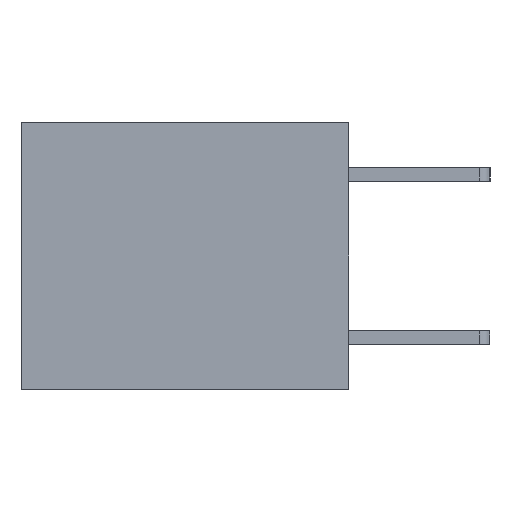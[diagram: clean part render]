
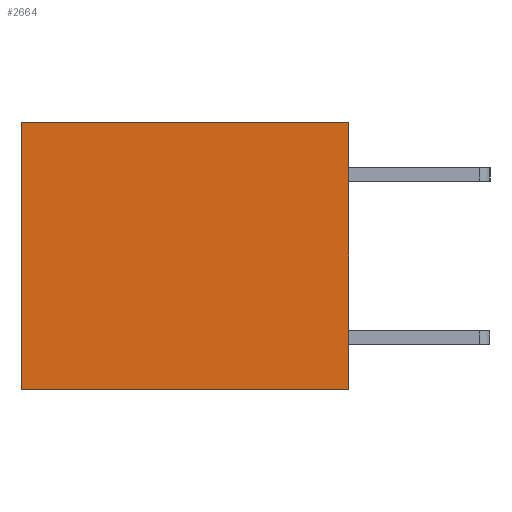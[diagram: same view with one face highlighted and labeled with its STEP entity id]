
A CAD part, left-side view. The second image highlights one B-rep face of the part: STEP entity #2664.
In plain terms, the highlighted planar face has unit normal (-1, 0, 0).
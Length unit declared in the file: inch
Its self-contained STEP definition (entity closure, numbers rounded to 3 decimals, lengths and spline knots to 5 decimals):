
#1469 = LINE ( 'NONE', #1661, #12216 ) ;
#1621 = VERTEX_POINT ( 'NONE', #4659 ) ;
#1661 = CARTESIAN_POINT ( 'NONE',  ( 0.3165, 0., -0.49 ) ) ;
#2119 = PLANE ( 'NONE',  #10206 ) ;
#2180 = DIRECTION ( 'NONE',  ( 0., 0., -1. ) ) ;
#2211 = DIRECTION ( 'NONE',  ( 1., 0., 0. ) ) ;
#2502 = CARTESIAN_POINT ( 'NONE',  ( 0.3165, 0.6, -0.49 ) ) ;
#2664 = ADVANCED_FACE ( 'NONE', ( #13199 ), #2119, .F. ) ;
#3622 = VECTOR ( 'NONE', #2180, 39.37008 ) ;
#3727 = EDGE_CURVE ( 'NONE', #13415, #14172, #11170, .T. ) ;
#4174 = VERTEX_POINT ( 'NONE', #13906 ) ;
#4659 = CARTESIAN_POINT ( 'NONE',  ( 0.3165, 0.6, -0.49 ) ) ;
#4939 = ORIENTED_EDGE ( 'NONE', *, *, #9857, .F. ) ;
#5285 = VECTOR ( 'NONE', #10584, 39.37008 ) ;
#5436 = CARTESIAN_POINT ( 'NONE',  ( 0.3165, 0.6, 0. ) ) ;
#6005 = CARTESIAN_POINT ( 'NONE',  ( 0.3165, 0., 0. ) ) ;
#6256 = DIRECTION ( 'NONE',  ( 0., 1., 0. ) ) ;
#6280 = ORIENTED_EDGE ( 'NONE', *, *, #7970, .T. ) ;
#6461 = DIRECTION ( 'NONE',  ( 0., 1., 0. ) ) ;
#7840 = CARTESIAN_POINT ( 'NONE',  ( 0.3165, 0., -0.49 ) ) ;
#7970 = EDGE_CURVE ( 'NONE', #14172, #1621, #12107, .T. ) ;
#8644 = EDGE_LOOP ( 'NONE', ( #6280, #14840, #4939, #12533 ) ) ;
#9029 = CARTESIAN_POINT ( 'NONE',  ( 0.3165, 0., -0.49 ) ) ;
#9857 = EDGE_CURVE ( 'NONE', #13415, #4174, #11160, .T. ) ;
#10206 = AXIS2_PLACEMENT_3D ( 'NONE', #9029, #2211, #11094 ) ;
#10584 = DIRECTION ( 'NONE',  ( 0., 0., -1. ) ) ;
#11094 = DIRECTION ( 'NONE',  ( 0., 0., -1. ) ) ;
#11160 = LINE ( 'NONE', #7840, #3622 ) ;
#11170 = LINE ( 'NONE', #14212, #13859 ) ;
#12107 = LINE ( 'NONE', #2502, #5285 ) ;
#12216 = VECTOR ( 'NONE', #6256, 39.37008 ) ;
#12533 = ORIENTED_EDGE ( 'NONE', *, *, #3727, .T. ) ;
#13199 = FACE_OUTER_BOUND ( 'NONE', #8644, .T. ) ;
#13415 = VERTEX_POINT ( 'NONE', #6005 ) ;
#13467 = EDGE_CURVE ( 'NONE', #4174, #1621, #1469, .T. ) ;
#13859 = VECTOR ( 'NONE', #6461, 39.37008 ) ;
#13906 = CARTESIAN_POINT ( 'NONE',  ( 0.3165, 0., -0.49 ) ) ;
#14172 = VERTEX_POINT ( 'NONE', #5436 ) ;
#14212 = CARTESIAN_POINT ( 'NONE',  ( 0.3165, 0., 0. ) ) ;
#14840 = ORIENTED_EDGE ( 'NONE', *, *, #13467, .F. ) ;
